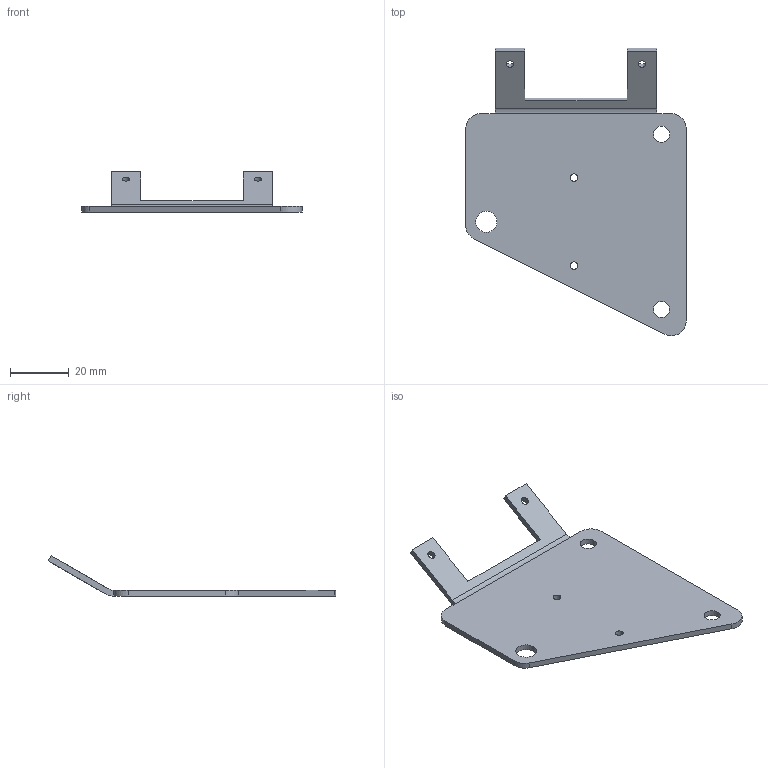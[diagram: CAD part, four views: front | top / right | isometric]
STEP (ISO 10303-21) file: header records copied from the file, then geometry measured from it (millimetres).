
FILE_DESCRIPTION(/* description */ (''),/* implementation_level */ '2;1');
FILE_NAME(/* name */ 'sheet-metal-carriage-nobelttab.stp',/* time_stamp */ '2015-09-08T20:19:34+02:00',/* author */ (''),/* organization */ (''),/* preprocessor_version */ 'ST-DEVELOPER v14',/* originating_system */ 'SIEMENS PLM Software NX 8.0',/* authorisation */ '');
FILE_SCHEMA (('AUTOMOTIVE_DESIGN { 1 0 10303 214 3 1 1 1 }'));
Length unit declared in the file: millimetre
Products named in the file (1): carriage_base
Bounding box: 75.1 x 97.89 x 13.73 mm (x, y, z)
Volume: 10101.2 mm3; surface area: 10994.6 mm2
Topology: 1 solids, 1 shells, 29 faces, 118 edges, 126 vertices
Faces by surface type: plane 16, cylinder 13
Full cylindrical faces by diameter (mm): 2.6 x4, 5.5 x2, 7.2 x1
Entity records: 1307 total; most frequent: DIRECTION 209, CARTESIAN_POINT 192, ORIENTED_EDGE 140, AXIS2_PLACEMENT_3D 71, EDGE_CURVE 70, LINE 67, VECTOR 67, EDGE_LOOP 50
